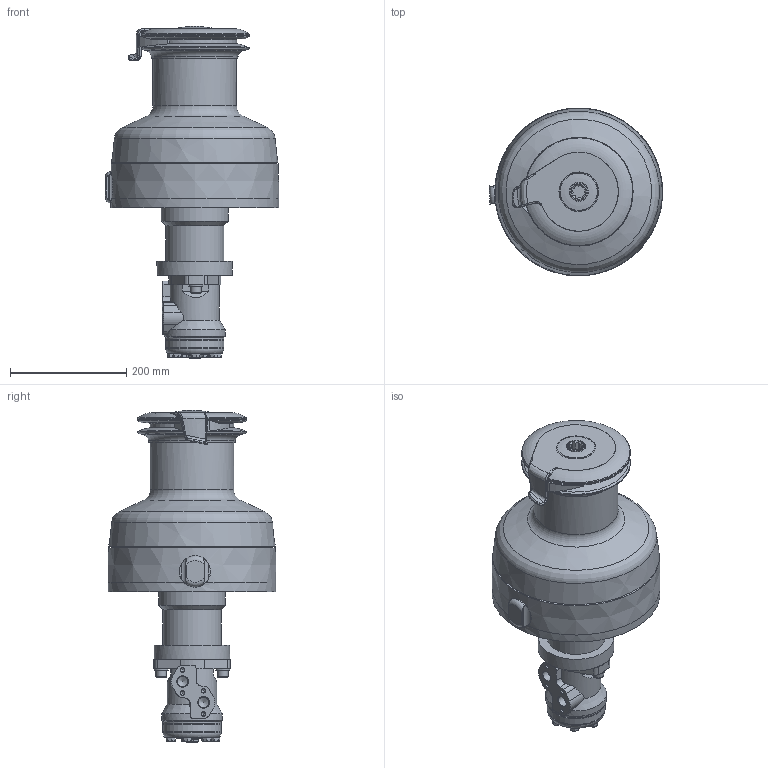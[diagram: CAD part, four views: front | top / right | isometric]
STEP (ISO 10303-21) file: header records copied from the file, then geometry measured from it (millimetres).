
FILE_DESCRIPTION(/* description */ (''),/* implementation_level */ '2;1');
FILE_NAME(/* name */ 'XT70.3HD.stp',/* time_stamp */ '2016-03-24T13:11:39+01:00',/* author */ ('gianni'),/* organization */ (''),/* preprocessor_version */ 'ST-DEVELOPER v16.1',/* originating_system */ 'Autodesk Inventor 2016',/* authorisation */ '');
FILE_SCHEMA (('AUTOMOTIVE_DESIGN { 1 0 10303 214 3 1 1 }'));
Length unit declared in the file: millimetre
Products named in the file (1): XT70.3HD
Bounding box: 298.45 x 289 x 571.25 mm (x, y, z)
Volume: 14277908 mm3; surface area: 512214.9 mm2
Topology: 1 solids, 1 shells, 431 faces, 1078 edges, 679 vertices
Faces by surface type: plane 195, cylinder 109, torus 67, bspline 33, cone 27
Full cylindrical faces by diameter (mm): 6.647 x4, 10.5 x6, 13 x7, 18 x4, 18.631 x2, 24 x2, 31.72 x1, 32.2 x1, 53.5 x1, 54.2 x1, 100 x3, 105 x1, 115 x1, 130 x1, 144 x2, 187 x3, 289 x1
Entity records: 15272 total; most frequent: CARTESIAN_POINT 5811, ORIENTED_EDGE 1932, DIRECTION 1876, EDGE_CURVE 966, AXIS2_PLACEMENT_3D 754, VERTEX_POINT 651, EDGE_LOOP 545, FACE_OUTER_BOUND 431
